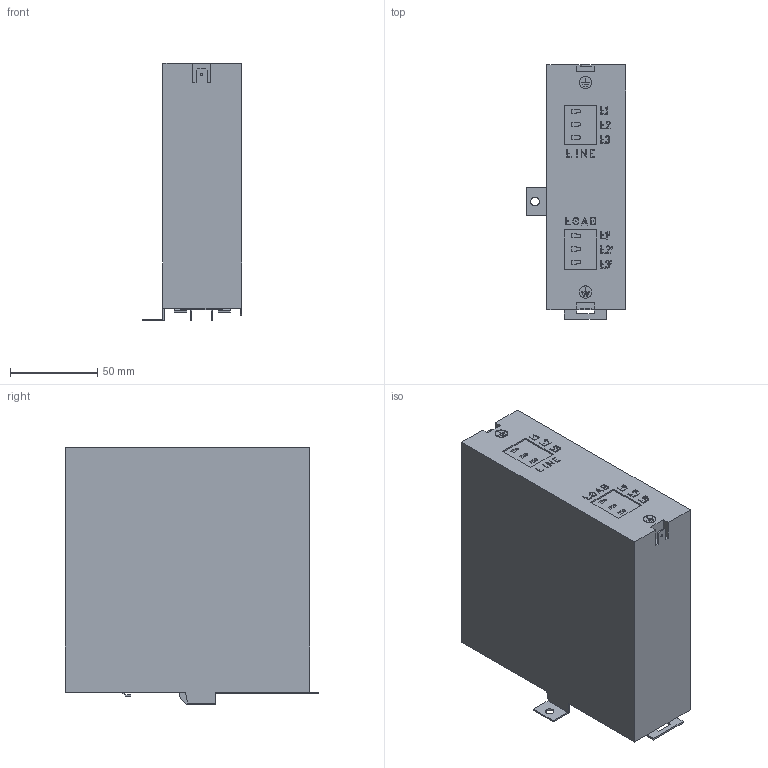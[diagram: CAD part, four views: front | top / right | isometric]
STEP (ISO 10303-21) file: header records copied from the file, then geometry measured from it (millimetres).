
FILE_DESCRIPTION (( 'STEP AP214' ), '1' );
FILE_NAME ('374372.STEP', '2021-08-18T06:33:53', ( '' ), ( '' ), 'SwSTEP 2.0', 'SolidWorks 2018', '' );
FILE_SCHEMA (( 'AUTOMOTIVE_DESIGN' ));
Length unit declared in the file: millimetre
Products named in the file (1): 374372
Bounding box: 56.75 x 145 x 147.2 mm (x, y, z)
Volume: 881288.2 mm3; surface area: 66571.8 mm2
Topology: 1 solids, 1 shells, 528 faces, 1366 edges, 908 vertices
Faces by surface type: plane 409, cylinder 119
Entity records: 19455 total; most frequent: CARTESIAN_POINT 2803, ORIENTED_EDGE 2732, DIRECTION 2662, EDGE_CURVE 1366, LINE 1128, VECTOR 1128, VERTEX_POINT 908, AXIS2_PLACEMENT_3D 767
